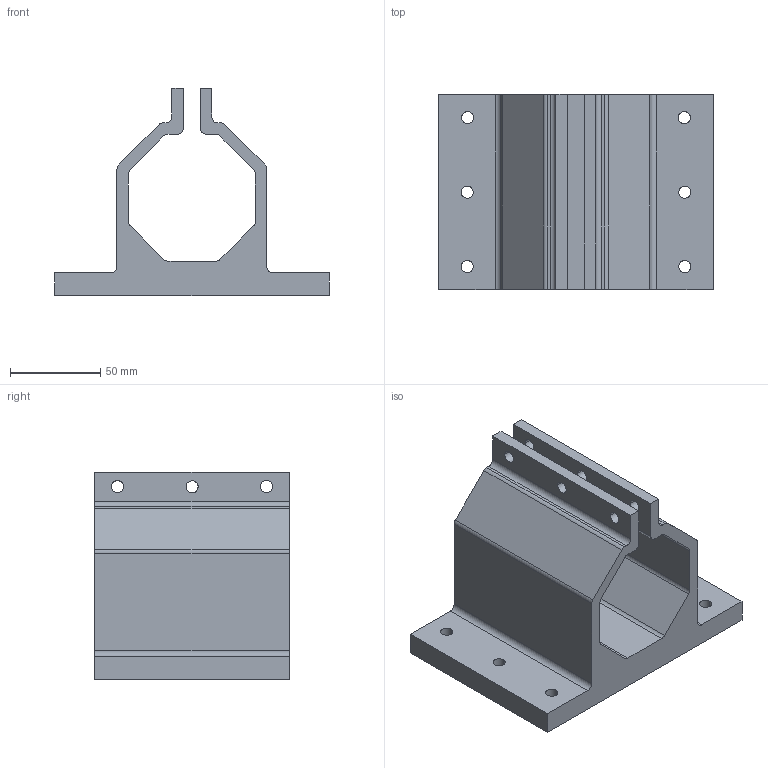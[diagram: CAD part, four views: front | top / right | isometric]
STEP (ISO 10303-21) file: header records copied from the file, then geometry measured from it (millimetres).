
FILE_DESCRIPTION((''),'2;1');
FILE_NAME('RACKET_MOUNT_V2_TRUE','2024-05-30T13:38:01',('Todd McKenzie'),(''),'CREO PARAMETRIC BY PTC INC, 2023073','CREO PARAMETRIC BY PTC INC, 2023073','');
FILE_SCHEMA(('CONFIG_CONTROL_DESIGN'));
Length unit declared in the file: inch
Products named in the file (1): RACKET_MOUNT_V2_TRUE
Bounding box: 152.4 x 107.95 x 114.85 mm (x, y, z)
Volume: 463404.2 mm3; surface area: 92404.4 mm2
Topology: 1 solids, 1 shells, 70 faces, 204 edges, 136 vertices
Faces by surface type: cylinder 42, plane 28
Entity records: 2596 total; most frequent: CARTESIAN_POINT 620, ORIENTED_EDGE 408, DIRECTION 392, EDGE_CURVE 204, AXIS2_PLACEMENT_3D 136, VERTEX_POINT 136, VECTOR 120, LINE 120
